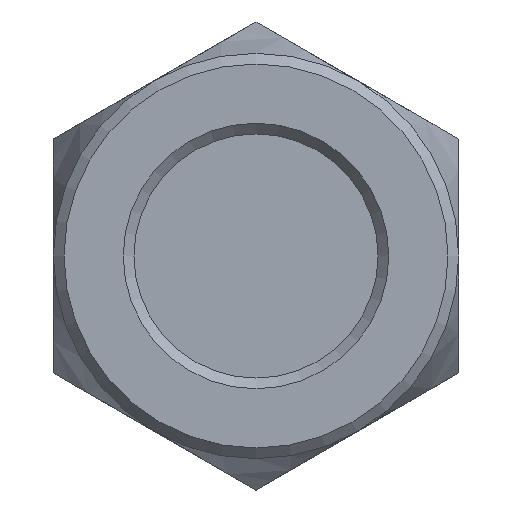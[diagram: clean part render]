
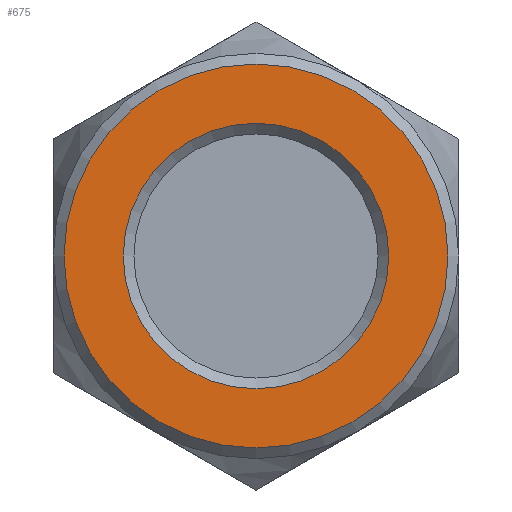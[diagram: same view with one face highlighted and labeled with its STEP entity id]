
A CAD part, left-side view. The second image highlights one B-rep face of the part: STEP entity #675.
In plain terms, the highlighted planar face has unit normal (-1, 0, 0).
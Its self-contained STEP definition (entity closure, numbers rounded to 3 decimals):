
#53 = CARTESIAN_POINT ( 'NONE',  ( -25., 9., 0. ) ) ;
#54 = EDGE_CURVE ( 'NONE', #78, #78, #203, .T. ) ;
#66 = AXIS2_PLACEMENT_3D ( 'NONE', #274, #356, #940 ) ;
#78 = VERTEX_POINT ( 'NONE', #594 ) ;
#130 = AXIS2_PLACEMENT_3D ( 'NONE', #53, #314, #236 ) ;
#152 = AXIS2_PLACEMENT_3D ( 'NONE', #613, #697, #699 ) ;
#174 = ORIENTED_EDGE ( 'NONE', *, *, #54, .T. ) ;
#203 = CIRCLE ( 'NONE', #152, 9. ) ;
#224 = VERTEX_POINT ( 'NONE', #701 ) ;
#236 = DIRECTION ( 'NONE',  ( 0., 0., -1. ) ) ;
#274 = CARTESIAN_POINT ( 'NONE',  ( -25., 0., 0. ) ) ;
#303 = PLANE ( 'NONE',  #130 ) ;
#314 = DIRECTION ( 'NONE',  ( 1., 0., 0. ) ) ;
#356 = DIRECTION ( 'NONE',  ( -1., 0., 0. ) ) ;
#589 = FACE_OUTER_BOUND ( 'NONE', #1023, .T. ) ;
#594 = CARTESIAN_POINT ( 'NONE',  ( -25., 0., 9. ) ) ;
#613 = CARTESIAN_POINT ( 'NONE',  ( -25., 0., 0. ) ) ;
#658 = EDGE_LOOP ( 'NONE', ( #874 ) ) ;
#675 = ADVANCED_FACE ( 'NONE', ( #799, #589 ), #303, .F. ) ;
#697 = DIRECTION ( 'NONE',  ( -1., 0., 0. ) ) ;
#699 = DIRECTION ( 'NONE',  ( 0., 0., 1. ) ) ;
#701 = CARTESIAN_POINT ( 'NONE',  ( -25., 0., 6.223 ) ) ;
#799 = FACE_BOUND ( 'NONE', #658, .T. ) ;
#828 = CIRCLE ( 'NONE', #66, 6.223 ) ;
#874 = ORIENTED_EDGE ( 'NONE', *, *, #1073, .F. ) ;
#940 = DIRECTION ( 'NONE',  ( 0., 0., 1. ) ) ;
#1023 = EDGE_LOOP ( 'NONE', ( #174 ) ) ;
#1073 = EDGE_CURVE ( 'NONE', #224, #224, #828, .T. ) ;
